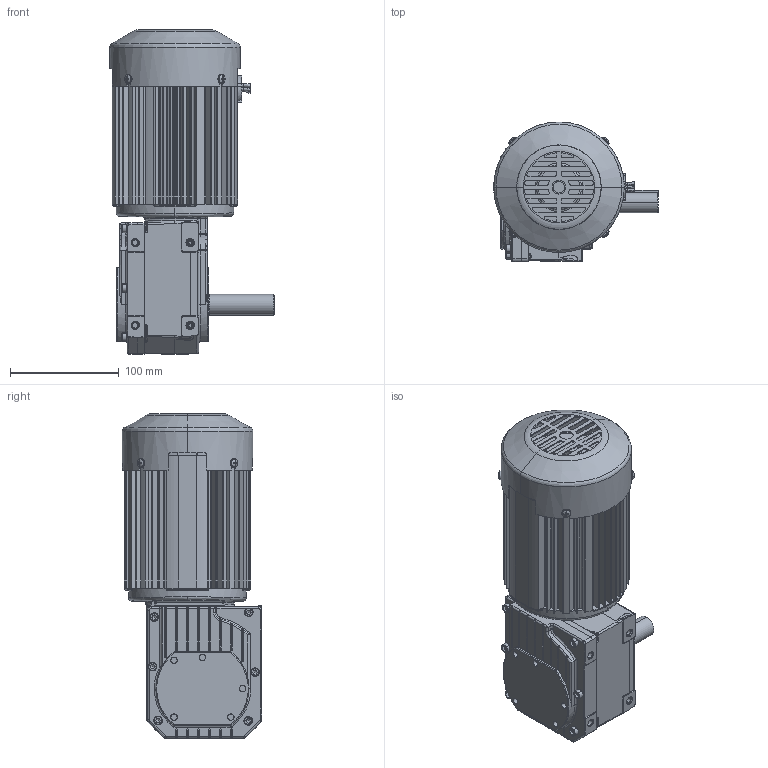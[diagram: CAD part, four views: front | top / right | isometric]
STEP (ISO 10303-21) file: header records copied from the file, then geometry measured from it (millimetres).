
FILE_DESCRIPTION (( 'STEP AP203' ), '1' );
FILE_NAME ('INFM0129.STEP', '2013-11-08T20:15:37', ( 'Admin' ), ( 'Bodine Electric Company' ), 'SwSTEP 2.0', 'SolidWorks 2012', '' );
FILE_SCHEMA (( 'CONFIG_CONTROL_DESIGN' ));
Length unit declared in the file: inch
Products named in the file (1): INFM0129
Bounding box: 151.49 x 128.48 x 298.89 mm (x, y, z)
Volume: 2369621 mm3; surface area: 314123.2 mm2
Topology: 27 solids, 27 shells, 2198 faces, 5538 edges, 3393 vertices
Faces by surface type: cylinder 721, plane 623, bspline 326, cone 260, torus 205, sphere 63
Entity records: 82083 total; most frequent: CARTESIAN_POINT 31353, ORIENTED_EDGE 10970, DIRECTION 10466, EDGE_CURVE 5485, AXIS2_PLACEMENT_3D 4176, VERTEX_POINT 3393, EDGE_LOOP 2310, CIRCLE 2303
